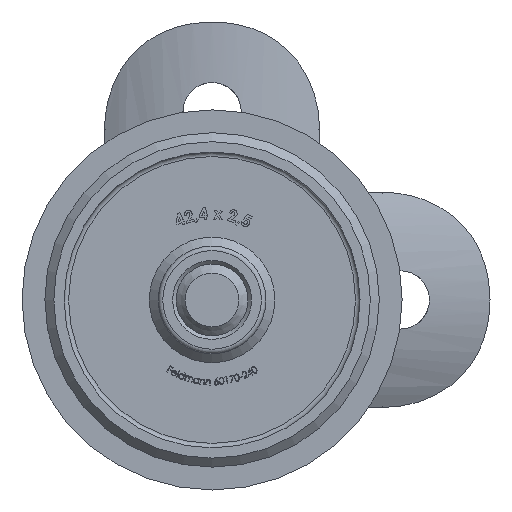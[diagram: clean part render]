
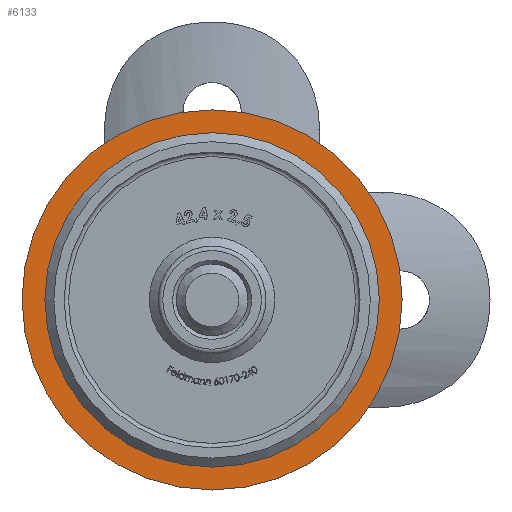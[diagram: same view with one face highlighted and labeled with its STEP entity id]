
A CAD part, front view. The second image highlights one B-rep face of the part: STEP entity #6133.
In plain terms, the highlighted planar face has unit normal (0, -1, 0).
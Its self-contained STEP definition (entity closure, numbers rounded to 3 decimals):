
#387 = CARTESIAN_POINT ( 'NONE',  ( 0., 20., 0. ) ) ;
#1661 = CARTESIAN_POINT ( 'NONE',  ( 21.2, 20., 0. ) ) ;
#4365 = EDGE_LOOP ( 'NONE', ( #4575 ) ) ;
#4565 = AXIS2_PLACEMENT_3D ( 'NONE', #18392, #19848, #13535 ) ;
#4575 = ORIENTED_EDGE ( 'NONE', *, *, #5150, .F. ) ;
#5150 = EDGE_CURVE ( 'NONE', #16986, #16986, #9460, .T. ) ;
#6133 = ADVANCED_FACE ( 'NONE', ( #8393, #17002 ), #9514, .T. ) ;
#6340 = CIRCLE ( 'NONE', #4565, 21.2 ) ;
#8382 = EDGE_CURVE ( 'NONE', #17760, #17760, #6340, .T. ) ;
#8393 = FACE_OUTER_BOUND ( 'NONE', #13661, .T. ) ;
#8467 = DIRECTION ( 'NONE',  ( 0., 0., -1. ) ) ;
#9460 = CIRCLE ( 'NONE', #14321, 18.45 ) ;
#9514 = PLANE ( 'NONE',  #11031 ) ;
#9915 = DIRECTION ( 'NONE',  ( 0., 0., -1. ) ) ;
#11031 = AXIS2_PLACEMENT_3D ( 'NONE', #1661, #12821, #8467 ) ;
#12821 = DIRECTION ( 'NONE',  ( 0., -1., 0. ) ) ;
#13007 = DIRECTION ( 'NONE',  ( 0., -1., 0. ) ) ;
#13535 = DIRECTION ( 'NONE',  ( 0., 0., -1. ) ) ;
#13661 = EDGE_LOOP ( 'NONE', ( #17065 ) ) ;
#14321 = AXIS2_PLACEMENT_3D ( 'NONE', #387, #13007, #9915 ) ;
#16188 = CARTESIAN_POINT ( 'NONE',  ( 0., 20., -18.45 ) ) ;
#16986 = VERTEX_POINT ( 'NONE', #16188 ) ;
#17002 = FACE_BOUND ( 'NONE', #4365, .T. ) ;
#17065 = ORIENTED_EDGE ( 'NONE', *, *, #8382, .T. ) ;
#17659 = CARTESIAN_POINT ( 'NONE',  ( 0., 20., -21.2 ) ) ;
#17760 = VERTEX_POINT ( 'NONE', #17659 ) ;
#18392 = CARTESIAN_POINT ( 'NONE',  ( 0., 20., 0. ) ) ;
#19848 = DIRECTION ( 'NONE',  ( 0., -1., 0. ) ) ;
